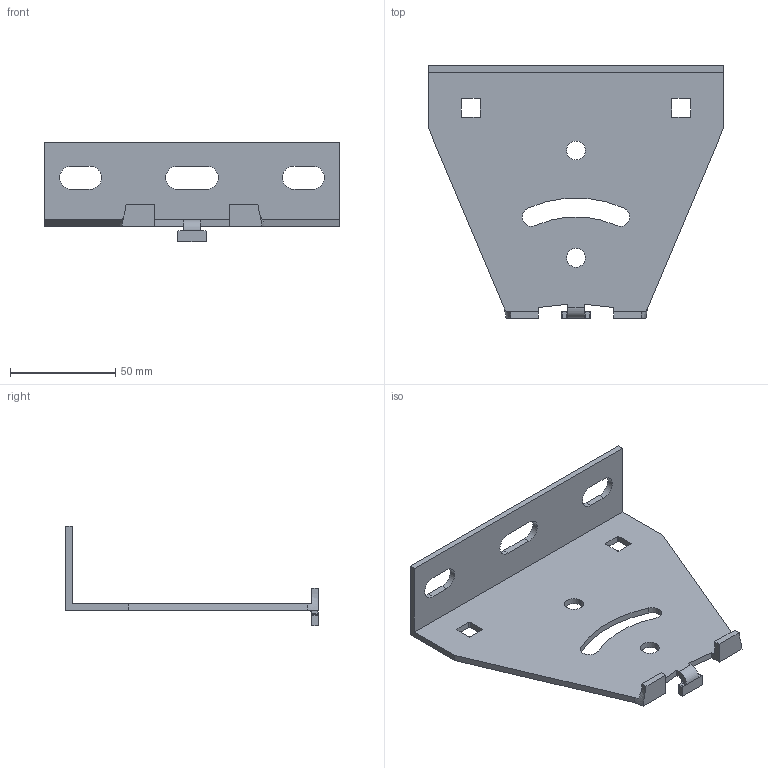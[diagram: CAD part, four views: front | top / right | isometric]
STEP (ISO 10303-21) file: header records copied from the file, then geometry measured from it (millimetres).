
FILE_DESCRIPTION((''),'2;1');
FILE_NAME('6348881','2013-07-11T',('AndreasKeweloh'),(''),'PRO/ENGINEER BY PARAMETRIC TECHNOLOGY CORPORATION, 2012360','PRO/ENGINEER BY PARAMETRIC TECHNOLOGY CORPORATION, 2012360','');
FILE_SCHEMA(('CONFIG_CONTROL_DESIGN'));
Length unit declared in the file: millimetre
Products named in the file (1): 6348881
Bounding box: 140 x 120 x 47.5 mm (x, y, z)
Volume: 51937.6 mm3; surface area: 37676.2 mm2
Topology: 1 solids, 1 shells, 82 faces, 240 edges, 160 vertices
Faces by surface type: plane 42, cylinder 36, bspline 4
Entity records: 3256 total; most frequent: CARTESIAN_POINT 972, ORIENTED_EDGE 480, DIRECTION 454, EDGE_CURVE 240, VERTEX_POINT 160, VECTOR 154, LINE 154, AXIS2_PLACEMENT_3D 150
